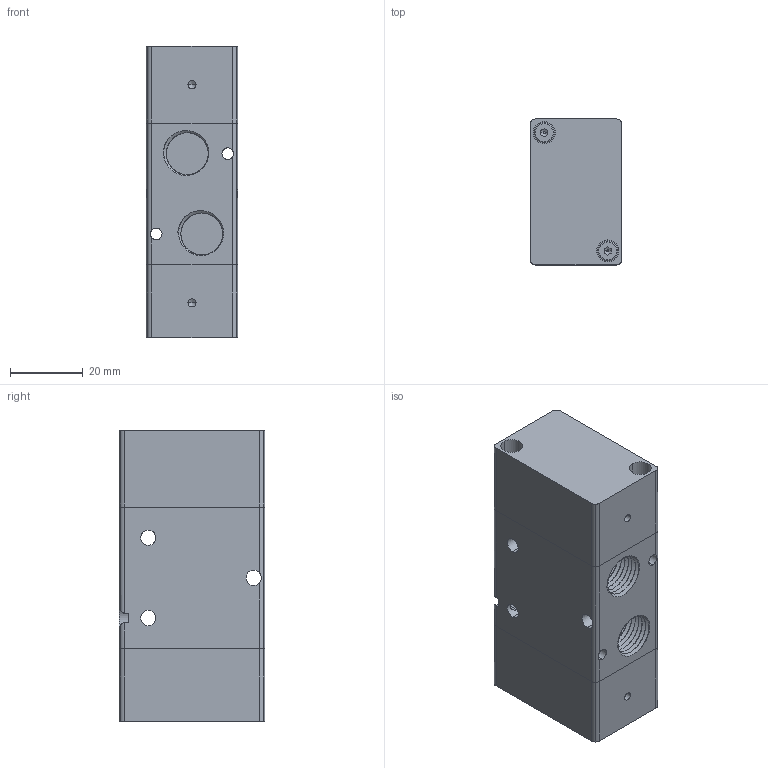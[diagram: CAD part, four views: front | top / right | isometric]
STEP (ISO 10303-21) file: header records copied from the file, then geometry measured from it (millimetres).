
FILE_DESCRIPTION((''),'2;1');
FILE_NAME('01_021_4.stp','2003-01-01T20:05:46',('Branislav Petkovic'),('AZ Pneumatica'),'AutoCAD STEP 2000i','AutoCAD 2000i','Via J. F. Kennedy, 26, 20020 Misinto (MI), ITALY');
FILE_SCHEMA(('CONFIG_CONTROL_DESIGN'));
Length unit declared in the file: millimetre
Products named in the file (7): 01_021_4; X22 PNEUMATIKA; PART2A; X22 PNEUMATIKA-OPRUGA; PART2; 322 TELO; PART1
Assembly tree (6 placements, depth 3):
  01_021_4
    X22 PNEUMATIKA
      PART2A
    X22 PNEUMATIKA-OPRUGA
      PART2
    322 TELO
      PART1
Bounding box: 25 x 40 x 79.8 mm (x, y, z)
Surface area: 21151.6 mm2 (no closed solid volume)
Topology: 0 solids, 3 shells, 298 faces, 838 edges, 556 vertices
Faces by surface type: cylinder 206, plane 64, bspline 16, cone 12
Entity records: 21332 total; most frequent: CARTESIAN_POINT 14003, ORIENTED_EDGE 1668, DIRECTION 1272, EDGE_CURVE 834, VERTEX_POINT 556, AXIS2_PLACEMENT_3D 482, EDGE_LOOP 326, VECTOR 308
